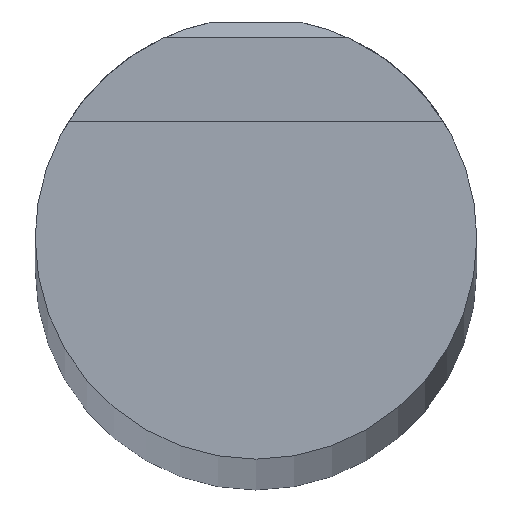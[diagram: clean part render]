
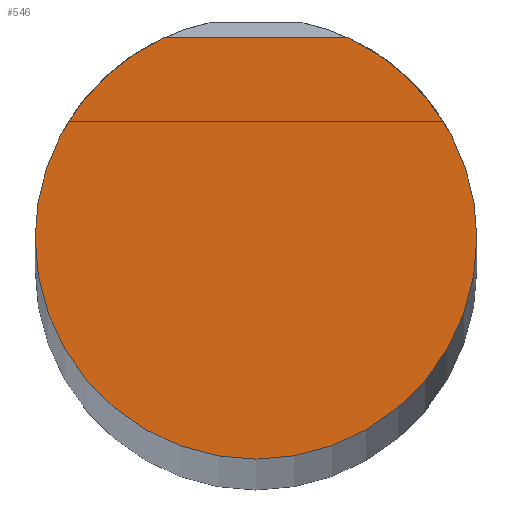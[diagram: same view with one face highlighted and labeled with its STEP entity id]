
A CAD part, top view. The second image highlights one B-rep face of the part: STEP entity #546.
In plain terms, the highlighted planar face has unit normal (0, 0, 1).
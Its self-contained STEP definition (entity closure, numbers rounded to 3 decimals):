
#546=ADVANCED_FACE('NONE',(#1597),#1598,.T.);
#1597=FACE_OUTER_BOUND('',#3150,.T.);
#1598=PLANE('',#3151);
#3150=EDGE_LOOP('',(#5730,#5731,#5732,#5733));
#3151=AXIS2_PLACEMENT_3D('',#5734,#5735,#5736);
#5730=ORIENTED_EDGE('',*,*,#10858,.F.);
#5731=ORIENTED_EDGE('',*,*,#10345,.T.);
#5732=ORIENTED_EDGE('',*,*,#10341,.T.);
#5733=ORIENTED_EDGE('',*,*,#9827,.T.);
#5734=CARTESIAN_POINT('',(0.0,0.0,1000.0));
#5735=DIRECTION('',(0.0,0.0,1.0));
#5736=DIRECTION('',(1.0,-0.0,0.0));
#9827=EDGE_CURVE('NONE',#11882,#11883,#11884,.T.);
#10341=EDGE_CURVE('NONE',#12909,#11882,#12910,.T.);
#10345=EDGE_CURVE('NONE',#12915,#12909,#12916,.T.);
#10858=EDGE_CURVE('NONE',#12915,#11883,#13939,.T.);
#11882=VERTEX_POINT('NONE',#14963);
#11883=VERTEX_POINT('NONE',#14964);
#11884=CIRCLE('',#14965,12.5);
#12909=VERTEX_POINT('NONE',#18796);
#12910=CIRCLE('',#18797,12.5);
#12915=VERTEX_POINT('NONE',#18803);
#12916=CIRCLE('',#18804,12.5);
#13939=LINE('',#22632,#22633);
#14963=CARTESIAN_POINT('',(12.5,0.,1000.0));
#14964=CARTESIAN_POINT('',(5.246,11.346,1000.0));
#14965=AXIS2_PLACEMENT_3D('',#24166,#24167,#24168);
#18796=CARTESIAN_POINT('',(-12.5,0.0,1000.0));
#18797=AXIS2_PLACEMENT_3D('',#24428,#24429,#24430);
#18803=CARTESIAN_POINT('',(-5.246,11.346,1000.0));
#18804=AXIS2_PLACEMENT_3D('',#24435,#24436,#24437);
#22632=CARTESIAN_POINT('',(0.0,11.346,1000.0));
#22633=VECTOR('',#24696,1000.0);
#24166=CARTESIAN_POINT('',(0.0,0.0,1000.0));
#24167=DIRECTION('',(0.0,0.0,1.0));
#24168=DIRECTION('',(1.0,0.0,0.0));
#24428=CARTESIAN_POINT('',(0.0,0.0,1000.0));
#24429=DIRECTION('',(0.0,0.0,1.0));
#24430=DIRECTION('',(1.0,0.0,0.0));
#24435=CARTESIAN_POINT('',(0.0,0.0,1000.0));
#24436=DIRECTION('',(0.0,0.0,1.0));
#24437=DIRECTION('',(1.0,0.0,0.0));
#24696=DIRECTION('',(1.0,0.0,-0.0));
